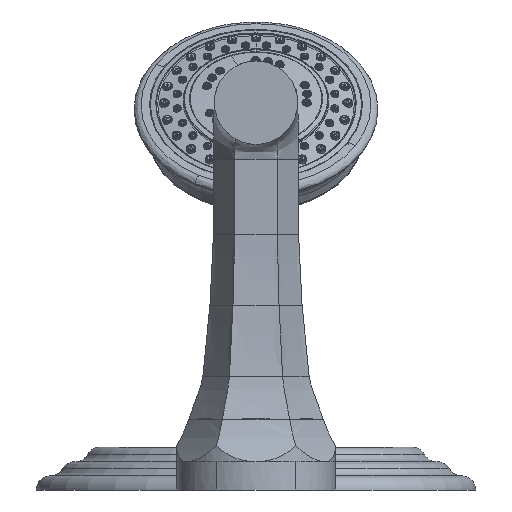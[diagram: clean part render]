
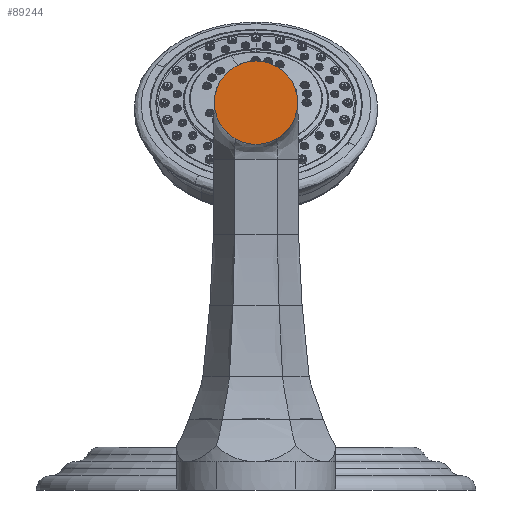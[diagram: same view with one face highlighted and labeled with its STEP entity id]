
A CAD part, front view. The second image highlights one B-rep face of the part: STEP entity #89244.
In plain terms, the highlighted planar face has unit normal (0, -1, 0).
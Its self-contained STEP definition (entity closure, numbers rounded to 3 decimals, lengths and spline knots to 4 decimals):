
#85931=CARTESIAN_POINT('',(0.3675,-9.645,6.1905));
#85932=CARTESIAN_POINT('',(0.3922,-9.645,6.2047));
#85933=CARTESIAN_POINT('',(0.4399,-9.645,6.2361));
#85934=CARTESIAN_POINT('',(0.5055,-9.645,6.2912));
#85935=CARTESIAN_POINT('',(0.5643,-9.645,6.3535));
#85936=CARTESIAN_POINT('',(0.6155,-9.645,6.4222));
#85937=CARTESIAN_POINT('',(0.6583,-9.645,6.4964));
#85938=CARTESIAN_POINT('',(0.6922,-9.645,6.575));
#85939=CARTESIAN_POINT('',(0.7168,-9.645,6.6571));
#85940=CARTESIAN_POINT('',(0.7317,-9.645,6.7415));
#85941=CARTESIAN_POINT('',(0.735,-9.645,6.7985));
#85942=CARTESIAN_POINT('',(0.735,-9.645,6.827));
#85961=CARTESIAN_POINT('',(-0.3675,-9.645,6.1905));
#85962=CARTESIAN_POINT('',(-0.3428,-9.645,6.1762));
#85963=CARTESIAN_POINT('',(-0.2918,-9.645,6.1506));
#85964=CARTESIAN_POINT('',(-0.2113,-9.645,6.1213));
#85965=CARTESIAN_POINT('',(-0.1279,-9.645,6.1015));
#85966=CARTESIAN_POINT('',(-0.0428,-9.645,6.0916));
#85967=CARTESIAN_POINT('',(0.0428,-9.645,6.0916));
#85968=CARTESIAN_POINT('',(0.1279,-9.645,6.1015));
#85969=CARTESIAN_POINT('',(0.2113,-9.645,6.1213));
#85970=CARTESIAN_POINT('',(0.2918,-9.645,6.1506));
#85971=CARTESIAN_POINT('',(0.3428,-9.645,6.1762));
#85972=CARTESIAN_POINT('',(0.3675,-9.645,6.1905));
#85991=CARTESIAN_POINT('',(-0.735,-9.645,6.827));
#85992=CARTESIAN_POINT('',(-0.735,-9.645,6.7985));
#85993=CARTESIAN_POINT('',(-0.7317,-9.645,6.7415));
#85994=CARTESIAN_POINT('',(-0.7168,-9.645,6.6571));
#85995=CARTESIAN_POINT('',(-0.6922,-9.645,6.575));
#85996=CARTESIAN_POINT('',(-0.6583,-9.645,6.4964));
#85997=CARTESIAN_POINT('',(-0.6155,-9.645,6.4222));
#85998=CARTESIAN_POINT('',(-0.5643,-9.645,6.3535));
#85999=CARTESIAN_POINT('',(-0.5055,-9.645,6.2912));
#86000=CARTESIAN_POINT('',(-0.4399,-9.645,6.2361));
#86001=CARTESIAN_POINT('',(-0.3922,-9.645,6.2047));
#86002=CARTESIAN_POINT('',(-0.3675,-9.645,6.1905));
#86021=CARTESIAN_POINT('',(-0.3675,-9.645,7.4635));
#86022=CARTESIAN_POINT('',(-0.3922,-9.645,7.4493));
#86023=CARTESIAN_POINT('',(-0.4399,-9.645,7.4179));
#86024=CARTESIAN_POINT('',(-0.5055,-9.645,7.3628));
#86025=CARTESIAN_POINT('',(-0.5643,-9.645,7.3005));
#86026=CARTESIAN_POINT('',(-0.6155,-9.645,7.2318));
#86027=CARTESIAN_POINT('',(-0.6583,-9.645,7.1576));
#86028=CARTESIAN_POINT('',(-0.6922,-9.645,7.079));
#86029=CARTESIAN_POINT('',(-0.7168,-9.645,6.9969));
#86030=CARTESIAN_POINT('',(-0.7317,-9.645,6.9125));
#86031=CARTESIAN_POINT('',(-0.735,-9.645,6.8555));
#86032=CARTESIAN_POINT('',(-0.735,-9.645,6.827));
#86051=CARTESIAN_POINT('',(0.3675,-9.645,7.4635));
#86052=CARTESIAN_POINT('',(0.3428,-9.645,7.4778));
#86053=CARTESIAN_POINT('',(0.2918,-9.645,7.5034));
#86054=CARTESIAN_POINT('',(0.2113,-9.645,7.5327));
#86055=CARTESIAN_POINT('',(0.1279,-9.645,7.5525));
#86056=CARTESIAN_POINT('',(0.0428,-9.645,7.5624));
#86057=CARTESIAN_POINT('',(-0.0428,-9.645,7.5624));
#86058=CARTESIAN_POINT('',(-0.1279,-9.645,7.5525));
#86059=CARTESIAN_POINT('',(-0.2113,-9.645,7.5327));
#86060=CARTESIAN_POINT('',(-0.2918,-9.645,7.5034));
#86061=CARTESIAN_POINT('',(-0.3428,-9.645,7.4778));
#86062=CARTESIAN_POINT('',(-0.3675,-9.645,7.4635));
#86081=CARTESIAN_POINT('',(0.735,-9.645,6.827));
#86082=CARTESIAN_POINT('',(0.735,-9.645,6.8555));
#86083=CARTESIAN_POINT('',(0.7317,-9.645,6.9125));
#86084=CARTESIAN_POINT('',(0.7168,-9.645,6.9969));
#86085=CARTESIAN_POINT('',(0.6922,-9.645,7.079));
#86086=CARTESIAN_POINT('',(0.6583,-9.645,7.1576));
#86087=CARTESIAN_POINT('',(0.6155,-9.645,7.2318));
#86088=CARTESIAN_POINT('',(0.5643,-9.645,7.3005));
#86089=CARTESIAN_POINT('',(0.5055,-9.645,7.3628));
#86090=CARTESIAN_POINT('',(0.4399,-9.645,7.4179));
#86091=CARTESIAN_POINT('',(0.3922,-9.645,7.4493));
#86092=CARTESIAN_POINT('',(0.3675,-9.645,7.4635));
#86261=VERTEX_POINT('',#85931);
#86262=VERTEX_POINT('',#85942);
#86263=VERTEX_POINT('',#85961);
#86264=VERTEX_POINT('',#85991);
#86265=VERTEX_POINT('',#86021);
#86266=VERTEX_POINT('',#86051);
#89226=CARTESIAN_POINT('',(0.,-9.645,6.827));
#89227=DIRECTION('',(0.,-1.,0.));
#89228=DIRECTION('',(0.,0.,1.));
#89229=AXIS2_PLACEMENT_3D('',#89226,#89227,#89228);
#89230=PLANE('',#89229);
#89231=ORIENTED_EDGE('',*,*,#89216,.F.);
#89233=ORIENTED_EDGE('',*,*,#89232,.F.);
#89235=ORIENTED_EDGE('',*,*,#89234,.F.);
#89237=ORIENTED_EDGE('',*,*,#89236,.F.);
#89239=ORIENTED_EDGE('',*,*,#89238,.F.);
#89241=ORIENTED_EDGE('',*,*,#89240,.F.);
#89242=EDGE_LOOP('',(#89231,#89233,#89235,#89237,#89239,#89241));
#89243=FACE_OUTER_BOUND('',#89242,.F.);
#89244=ADVANCED_FACE('',(#89243),#89230,.T.);
#85943=B_SPLINE_CURVE_WITH_KNOTS('',3,(#85931,#85932,#85933,#85934,#85935,
#85936,#85937,#85938,#85939,#85940,#85941,#85942),.UNSPECIFIED.,.F.,.F.,(4,1,1,
1,1,1,1,1,1,4),(0.,0.1111,0.2222,0.3333,
0.4444,0.5556,0.6667,0.7778,
0.8889,1.),.UNSPECIFIED.);
#85973=B_SPLINE_CURVE_WITH_KNOTS('',3,(#85961,#85962,#85963,#85964,#85965,
#85966,#85967,#85968,#85969,#85970,#85971,#85972),.UNSPECIFIED.,.F.,.F.,(4,1,1,
1,1,1,1,1,1,4),(0.,0.1111,0.2222,0.3333,
0.4444,0.5556,0.6667,0.7778,
0.8889,1.),.UNSPECIFIED.);
#86003=B_SPLINE_CURVE_WITH_KNOTS('',3,(#85991,#85992,#85993,#85994,#85995,
#85996,#85997,#85998,#85999,#86000,#86001,#86002),.UNSPECIFIED.,.F.,.F.,(4,1,1,
1,1,1,1,1,1,4),(0.,0.1111,0.2222,0.3333,
0.4444,0.5556,0.6667,0.7778,
0.8889,1.),.UNSPECIFIED.);
#86033=B_SPLINE_CURVE_WITH_KNOTS('',3,(#86021,#86022,#86023,#86024,#86025,
#86026,#86027,#86028,#86029,#86030,#86031,#86032),.UNSPECIFIED.,.F.,.F.,(4,1,1,
1,1,1,1,1,1,4),(0.,0.1111,0.2222,0.3333,
0.4444,0.5556,0.6667,0.7778,
0.8889,1.),.UNSPECIFIED.);
#86063=B_SPLINE_CURVE_WITH_KNOTS('',3,(#86051,#86052,#86053,#86054,#86055,
#86056,#86057,#86058,#86059,#86060,#86061,#86062),.UNSPECIFIED.,.F.,.F.,(4,1,1,
1,1,1,1,1,1,4),(0.,0.1111,0.2222,0.3333,
0.4444,0.5556,0.6667,0.7778,
0.8889,1.),.UNSPECIFIED.);
#86093=B_SPLINE_CURVE_WITH_KNOTS('',3,(#86081,#86082,#86083,#86084,#86085,
#86086,#86087,#86088,#86089,#86090,#86091,#86092),.UNSPECIFIED.,.F.,.F.,(4,1,1,
1,1,1,1,1,1,4),(0.,0.1111,0.2222,0.3333,
0.4444,0.5556,0.6667,0.7778,
0.8889,1.),.UNSPECIFIED.);
#89216=EDGE_CURVE('',#86261,#86262,#85943,.T.);
#89232=EDGE_CURVE('',#86263,#86261,#85973,.T.);
#89234=EDGE_CURVE('',#86264,#86263,#86003,.T.);
#89236=EDGE_CURVE('',#86265,#86264,#86033,.T.);
#89238=EDGE_CURVE('',#86266,#86265,#86063,.T.);
#89240=EDGE_CURVE('',#86262,#86266,#86093,.T.);
